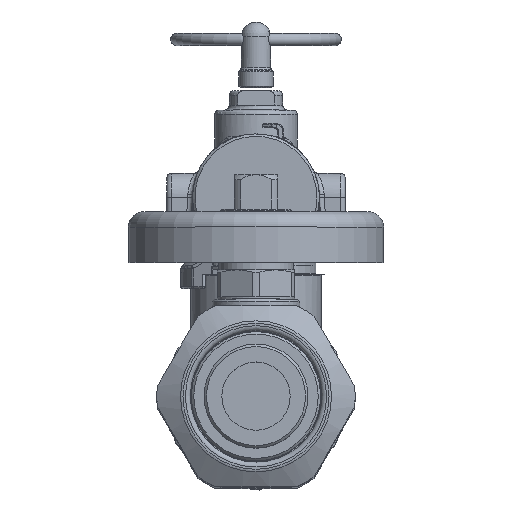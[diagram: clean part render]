
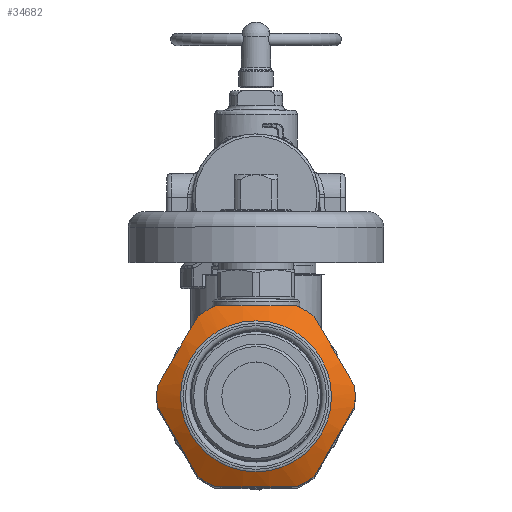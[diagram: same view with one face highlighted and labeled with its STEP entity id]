
A CAD part, top view. The second image highlights one B-rep face of the part: STEP entity #34682.
In plain terms, the highlighted conical face has half-angle 60 degrees and reference radius 17.78 mm.
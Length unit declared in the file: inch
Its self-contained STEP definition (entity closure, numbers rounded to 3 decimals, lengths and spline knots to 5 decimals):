
#82=(
BOUNDED_CURVE()
B_SPLINE_CURVE(2,(#132938,#132939,#132940),.UNSPECIFIED.,.F.,.F.)
B_SPLINE_CURVE_WITH_KNOTS((3,3),(0.,1.67512),.UNSPECIFIED.)
CURVE()
GEOMETRIC_REPRESENTATION_ITEM()
RATIONAL_B_SPLINE_CURVE((1.,1.096,1.))
REPRESENTATION_ITEM('')
);
#83=(
BOUNDED_CURVE()
B_SPLINE_CURVE(2,(#132944,#132945,#132946),.UNSPECIFIED.,.F.,.F.)
B_SPLINE_CURVE_WITH_KNOTS((3,3),(0.,1.67512),.UNSPECIFIED.)
CURVE()
GEOMETRIC_REPRESENTATION_ITEM()
RATIONAL_B_SPLINE_CURVE((1.,1.096,1.))
REPRESENTATION_ITEM('')
);
#84=(
BOUNDED_CURVE()
B_SPLINE_CURVE(2,(#132950,#132951,#132952),.UNSPECIFIED.,.F.,.F.)
B_SPLINE_CURVE_WITH_KNOTS((3,3),(0.,1.67512),.UNSPECIFIED.)
CURVE()
GEOMETRIC_REPRESENTATION_ITEM()
RATIONAL_B_SPLINE_CURVE((1.,1.096,1.))
REPRESENTATION_ITEM('')
);
#85=(
BOUNDED_CURVE()
B_SPLINE_CURVE(2,(#132956,#132957,#132958),.UNSPECIFIED.,.F.,.F.)
B_SPLINE_CURVE_WITH_KNOTS((3,3),(0.,1.67512),.UNSPECIFIED.)
CURVE()
GEOMETRIC_REPRESENTATION_ITEM()
RATIONAL_B_SPLINE_CURVE((1.,1.096,1.))
REPRESENTATION_ITEM('')
);
#86=(
BOUNDED_CURVE()
B_SPLINE_CURVE(2,(#132962,#132963,#132964),.UNSPECIFIED.,.F.,.F.)
B_SPLINE_CURVE_WITH_KNOTS((3,3),(0.,1.67512),.UNSPECIFIED.)
CURVE()
GEOMETRIC_REPRESENTATION_ITEM()
RATIONAL_B_SPLINE_CURVE((1.,1.096,1.))
REPRESENTATION_ITEM('')
);
#87=(
BOUNDED_CURVE()
B_SPLINE_CURVE(2,(#132968,#132969,#132970),.UNSPECIFIED.,.F.,.F.)
B_SPLINE_CURVE_WITH_KNOTS((3,3),(0.,1.67512),.UNSPECIFIED.)
CURVE()
GEOMETRIC_REPRESENTATION_ITEM()
RATIONAL_B_SPLINE_CURVE((1.,1.096,1.))
REPRESENTATION_ITEM('')
);
#2846=CONICAL_SURFACE('',#38153,0.7,1.047);
#4816=FACE_OUTER_BOUND('',#7159,.T.);
#7159=EDGE_LOOP('',(#29908,#29909,#29910,#29911,#29912,#29913,#29914,#29915,
#29916,#29917,#29918,#29919,#29920,#29921,#29922,#29923));
#10745=CIRCLE('',#38150,0.60928);
#10747=CIRCLE('',#38154,0.8);
#10748=CIRCLE('',#38155,0.8);
#10749=CIRCLE('',#38156,0.8);
#10750=CIRCLE('',#38157,0.8);
#10751=CIRCLE('',#38158,0.8);
#10752=CIRCLE('',#38159,0.8);
#10753=CIRCLE('',#38160,0.8);
#12082=LINE('',#132934,#13279);
#13279=VECTOR('',#45442,0.7);
#15964=VERTEX_POINT('',#132926);
#15966=VERTEX_POINT('',#132933);
#15967=VERTEX_POINT('',#132935);
#15968=VERTEX_POINT('',#132937);
#15969=VERTEX_POINT('',#132941);
#15970=VERTEX_POINT('',#132943);
#15971=VERTEX_POINT('',#132947);
#15972=VERTEX_POINT('',#132949);
#15973=VERTEX_POINT('',#132953);
#15974=VERTEX_POINT('',#132955);
#15975=VERTEX_POINT('',#132959);
#15976=VERTEX_POINT('',#132961);
#15977=VERTEX_POINT('',#132965);
#15978=VERTEX_POINT('',#132967);
#20679=EDGE_CURVE('',#15964,#15964,#10745,.T.);
#20681=EDGE_CURVE('',#15964,#15966,#12082,.T.);
#20682=EDGE_CURVE('',#15967,#15966,#10747,.T.);
#20683=EDGE_CURVE('',#15968,#15967,#82,.T.);
#20684=EDGE_CURVE('',#15969,#15968,#10748,.T.);
#20685=EDGE_CURVE('',#15970,#15969,#83,.T.);
#20686=EDGE_CURVE('',#15971,#15970,#10749,.T.);
#20687=EDGE_CURVE('',#15972,#15971,#84,.T.);
#20688=EDGE_CURVE('',#15973,#15972,#10750,.T.);
#20689=EDGE_CURVE('',#15974,#15973,#85,.T.);
#20690=EDGE_CURVE('',#15975,#15974,#10751,.T.);
#20691=EDGE_CURVE('',#15976,#15975,#86,.T.);
#20692=EDGE_CURVE('',#15977,#15976,#10752,.T.);
#20693=EDGE_CURVE('',#15978,#15977,#87,.T.);
#20694=EDGE_CURVE('',#15966,#15978,#10753,.T.);
#29908=ORIENTED_EDGE('',*,*,#20679,.F.);
#29909=ORIENTED_EDGE('',*,*,#20681,.T.);
#29910=ORIENTED_EDGE('',*,*,#20682,.F.);
#29911=ORIENTED_EDGE('',*,*,#20683,.F.);
#29912=ORIENTED_EDGE('',*,*,#20684,.F.);
#29913=ORIENTED_EDGE('',*,*,#20685,.F.);
#29914=ORIENTED_EDGE('',*,*,#20686,.F.);
#29915=ORIENTED_EDGE('',*,*,#20687,.F.);
#29916=ORIENTED_EDGE('',*,*,#20688,.F.);
#29917=ORIENTED_EDGE('',*,*,#20689,.F.);
#29918=ORIENTED_EDGE('',*,*,#20690,.F.);
#29919=ORIENTED_EDGE('',*,*,#20691,.F.);
#29920=ORIENTED_EDGE('',*,*,#20692,.F.);
#29921=ORIENTED_EDGE('',*,*,#20693,.F.);
#29922=ORIENTED_EDGE('',*,*,#20694,.F.);
#29923=ORIENTED_EDGE('',*,*,#20681,.F.);
#34682=ADVANCED_FACE('',(#4816),#2846,.T.);
#38150=AXIS2_PLACEMENT_3D('',#132928,#45434,#45435);
#38153=AXIS2_PLACEMENT_3D('',#132932,#45440,#45441);
#38154=AXIS2_PLACEMENT_3D('',#132936,#45443,#45444);
#38155=AXIS2_PLACEMENT_3D('',#132942,#45445,#45446);
#38156=AXIS2_PLACEMENT_3D('',#132948,#45447,#45448);
#38157=AXIS2_PLACEMENT_3D('',#132954,#45449,#45450);
#38158=AXIS2_PLACEMENT_3D('',#132960,#45451,#45452);
#38159=AXIS2_PLACEMENT_3D('',#132966,#45453,#45454);
#38160=AXIS2_PLACEMENT_3D('',#132971,#45455,#45456);
#45434=DIRECTION('center_axis',(0.,0.,
1.));
#45435=DIRECTION('ref_axis',(-1.,0.,0.));
#45440=DIRECTION('center_axis',(0.,0.,-1.));
#45441=DIRECTION('ref_axis',(1.,0.,0.));
#45442=DIRECTION('',(-0.866,0.,-0.5));
#45443=DIRECTION('center_axis',(0.,0.,-1.));
#45444=DIRECTION('ref_axis',(-1.,0.,0.));
#45445=DIRECTION('center_axis',(0.,0.,-1.));
#45446=DIRECTION('ref_axis',(-1.,0.,0.));
#45447=DIRECTION('center_axis',(0.,0.,-1.));
#45448=DIRECTION('ref_axis',(-1.,0.,0.));
#45449=DIRECTION('center_axis',(0.,0.,-1.));
#45450=DIRECTION('ref_axis',(-1.,0.,0.));
#45451=DIRECTION('center_axis',(0.,0.,-1.));
#45452=DIRECTION('ref_axis',(-1.,0.,0.));
#45453=DIRECTION('center_axis',(0.,0.,-1.));
#45454=DIRECTION('ref_axis',(-1.,0.,0.));
#45455=DIRECTION('center_axis',(0.,0.,-1.));
#45456=DIRECTION('ref_axis',(-1.,0.,0.));
#132926=CARTESIAN_POINT('',(-0.60928,0.,0.62464));
#132928=CARTESIAN_POINT('Origin',(0.,0.,
0.62464));
#132932=CARTESIAN_POINT('Origin',(0.,0.,0.57226));
#132933=CARTESIAN_POINT('',(-0.8,0.,0.51453));
#132934=CARTESIAN_POINT('',(-0.7,0.,0.57226));
#132935=CARTESIAN_POINT('',(-0.79583,-0.08158,0.51453));
#132936=CARTESIAN_POINT('Origin',(0.,0.,0.51453));
#132937=CARTESIAN_POINT('',(-0.46857,-0.64842,0.51453));
#132938=CARTESIAN_POINT('Ctrl Pts',(-0.46857,-0.64842,
0.51453));
#132939=CARTESIAN_POINT('Ctrl Pts',(-0.6322,-0.365,0.59182));
#132940=CARTESIAN_POINT('Ctrl Pts',(-0.79583,-0.08158,
0.51453));
#132941=CARTESIAN_POINT('',(-0.32726,-0.73,0.51453));
#132942=CARTESIAN_POINT('Origin',(0.,0.,0.51453));
#132943=CARTESIAN_POINT('',(0.32726,-0.73,0.51453));
#132944=CARTESIAN_POINT('Ctrl Pts',(0.32726,-0.73,0.51453));
#132945=CARTESIAN_POINT('Ctrl Pts',(0.,-0.73,0.59182));
#132946=CARTESIAN_POINT('Ctrl Pts',(-0.32726,-0.73,0.51453));
#132947=CARTESIAN_POINT('',(0.46857,-0.64842,0.51453));
#132948=CARTESIAN_POINT('Origin',(0.,0.,0.51453));
#132949=CARTESIAN_POINT('',(0.79583,-0.08158,0.51453));
#132950=CARTESIAN_POINT('Ctrl Pts',(0.79583,-0.08158,
0.51453));
#132951=CARTESIAN_POINT('Ctrl Pts',(0.6322,-0.365,
0.59182));
#132952=CARTESIAN_POINT('Ctrl Pts',(0.46857,-0.64842,
0.51453));
#132953=CARTESIAN_POINT('',(0.79583,0.08158,0.51453));
#132954=CARTESIAN_POINT('Origin',(0.,0.,0.51453));
#132955=CARTESIAN_POINT('',(0.46857,0.64842,0.51453));
#132956=CARTESIAN_POINT('Ctrl Pts',(0.46857,0.64842,
0.51453));
#132957=CARTESIAN_POINT('Ctrl Pts',(0.6322,0.365,0.59182));
#132958=CARTESIAN_POINT('Ctrl Pts',(0.79583,0.08158,
0.51453));
#132959=CARTESIAN_POINT('',(0.32726,0.73,0.51453));
#132960=CARTESIAN_POINT('Origin',(0.,0.,0.51453));
#132961=CARTESIAN_POINT('',(-0.32726,0.73,0.51453));
#132962=CARTESIAN_POINT('Ctrl Pts',(-0.32726,0.73,
0.51453));
#132963=CARTESIAN_POINT('Ctrl Pts',(0.,0.73,0.59182));
#132964=CARTESIAN_POINT('Ctrl Pts',(0.32726,0.73,0.51453));
#132965=CARTESIAN_POINT('',(-0.46857,0.64842,0.51453));
#132966=CARTESIAN_POINT('Origin',(0.,0.,0.51453));
#132967=CARTESIAN_POINT('',(-0.79583,0.08158,0.51453));
#132968=CARTESIAN_POINT('Ctrl Pts',(-0.79583,0.08158,
0.51453));
#132969=CARTESIAN_POINT('Ctrl Pts',(-0.6322,0.365,
0.59182));
#132970=CARTESIAN_POINT('Ctrl Pts',(-0.46857,0.64842,
0.51453));
#132971=CARTESIAN_POINT('Origin',(0.,0.,0.51453));
